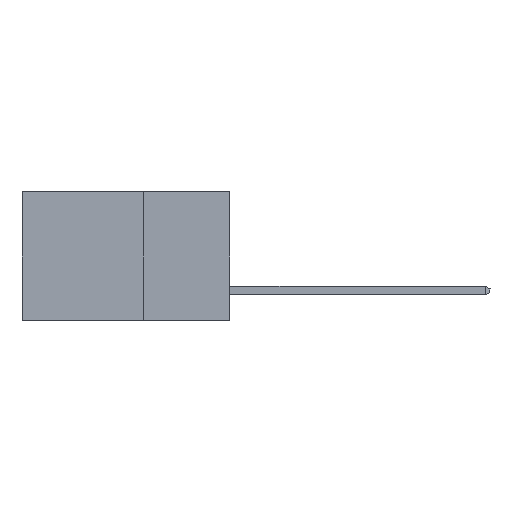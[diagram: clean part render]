
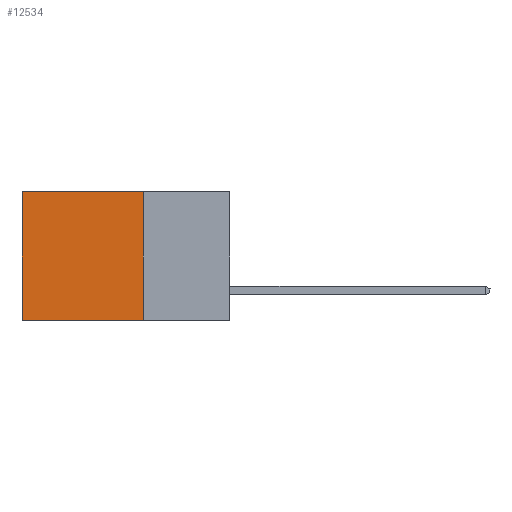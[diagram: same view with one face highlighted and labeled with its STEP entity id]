
A CAD part, left-side view. The second image highlights one B-rep face of the part: STEP entity #12534.
In plain terms, the highlighted planar face has unit normal (-1, 0, 0).
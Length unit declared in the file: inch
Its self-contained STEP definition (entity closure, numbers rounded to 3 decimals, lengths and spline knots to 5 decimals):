
#427 = VERTEX_POINT ( 'NONE', #6297 ) ;
#971 = VECTOR ( 'NONE', #2106, 39.37008 ) ;
#1105 = EDGE_CURVE ( 'NONE', #7543, #7451, #15741, .T. ) ;
#1270 = CARTESIAN_POINT ( 'NONE',  ( 0.2615, 0.6, -0.37 ) ) ;
#1305 = VECTOR ( 'NONE', #14439, 39.37008 ) ;
#1368 = ORIENTED_EDGE ( 'NONE', *, *, #18175, .T. ) ;
#1810 = AXIS2_PLACEMENT_3D ( 'NONE', #5090, #3849, #9723 ) ;
#2106 = DIRECTION ( 'NONE',  ( 0., 0., -1. ) ) ;
#2791 = EDGE_CURVE ( 'NONE', #16162, #7543, #4996, .T. ) ;
#3849 = DIRECTION ( 'NONE',  ( 1., 0., 0. ) ) ;
#4154 = VECTOR ( 'NONE', #15994, 39.37008 ) ;
#4996 = LINE ( 'NONE', #18144, #971 ) ;
#5090 = CARTESIAN_POINT ( 'NONE',  ( 0.2615, 0.25, -0.37 ) ) ;
#5535 = CARTESIAN_POINT ( 'NONE',  ( 0.2615, 0.6, -0.37 ) ) ;
#5785 = LINE ( 'NONE', #1270, #1305 ) ;
#6240 = EDGE_CURVE ( 'NONE', #16162, #427, #14183, .T. ) ;
#6297 = CARTESIAN_POINT ( 'NONE',  ( 0.2615, 0.6, 0. ) ) ;
#6500 = CARTESIAN_POINT ( 'NONE',  ( 0.2615, 0.25, 0. ) ) ;
#7132 = VECTOR ( 'NONE', #14302, 39.37008 ) ;
#7451 = VERTEX_POINT ( 'NONE', #5535 ) ;
#7543 = VERTEX_POINT ( 'NONE', #11211 ) ;
#8455 = CARTESIAN_POINT ( 'NONE',  ( 0.2615, 0.25, -0.37 ) ) ;
#8710 = CARTESIAN_POINT ( 'NONE',  ( 0.2615, 0.25, 0. ) ) ;
#9313 = ORIENTED_EDGE ( 'NONE', *, *, #1105, .F. ) ;
#9723 = DIRECTION ( 'NONE',  ( 0., 0., -1. ) ) ;
#9817 = FACE_OUTER_BOUND ( 'NONE', #15373, .T. ) ;
#11211 = CARTESIAN_POINT ( 'NONE',  ( 0.2615, 0.25, -0.37 ) ) ;
#11562 = ORIENTED_EDGE ( 'NONE', *, *, #6240, .T. ) ;
#12534 = ADVANCED_FACE ( 'NONE', ( #9817 ), #15648, .F. ) ;
#14183 = LINE ( 'NONE', #8710, #4154 ) ;
#14302 = DIRECTION ( 'NONE',  ( 0., 1., 0. ) ) ;
#14439 = DIRECTION ( 'NONE',  ( 0., 0., -1. ) ) ;
#14616 = ORIENTED_EDGE ( 'NONE', *, *, #2791, .F. ) ;
#15373 = EDGE_LOOP ( 'NONE', ( #1368, #9313, #14616, #11562 ) ) ;
#15648 = PLANE ( 'NONE',  #1810 ) ;
#15741 = LINE ( 'NONE', #8455, #7132 ) ;
#15994 = DIRECTION ( 'NONE',  ( 0., 1., 0. ) ) ;
#16162 = VERTEX_POINT ( 'NONE', #6500 ) ;
#18144 = CARTESIAN_POINT ( 'NONE',  ( 0.2615, 0.25, -0.37 ) ) ;
#18175 = EDGE_CURVE ( 'NONE', #427, #7451, #5785, .T. ) ;
